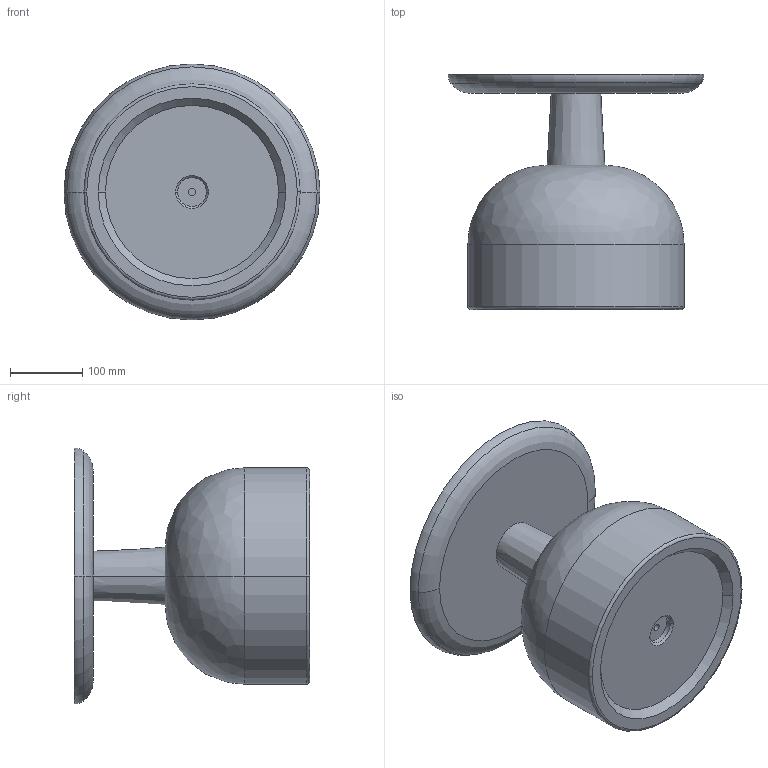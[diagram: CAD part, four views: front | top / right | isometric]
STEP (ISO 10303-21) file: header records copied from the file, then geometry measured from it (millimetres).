
FILE_DESCRIPTION((''),'2;1');
FILE_NAME('C49A0002_ASM','2017-03-16T',('luca'),(''),'PRO/ENGINEER BY PARAMETRIC TECHNOLOGY CORPORATION, 2010020','PRO/ENGINEER BY PARAMETRIC TECHNOLOGY CORPORATION, 2010020','');
FILE_SCHEMA(('CONFIG_CONTROL_DESIGN'));
Length unit declared in the file: millimetre
Products named in the file (3): C49P0002; C49P0005; C49A0002_ASM
Assembly tree (2 placements, depth 2):
  C49A0002_ASM
    C49P0002
    C49P0005
Bounding box: 355 x 326 x 355 mm (x, y, z)
Volume: 14218942.3 mm3; surface area: 539537.2 mm2
Topology: 2 solids, 2 shells, 47 faces, 92 edges, 56 vertices
Faces by surface type: cone 12, cylinder 12, plane 11, torus 10, bspline 2
Entity records: 1364 total; most frequent: DIRECTION 260, CARTESIAN_POINT 254, ORIENTED_EDGE 184, AXIS2_PLACEMENT_3D 118, EDGE_CURVE 92, CIRCLE 68, VERTEX_POINT 56, EDGE_LOOP 56
